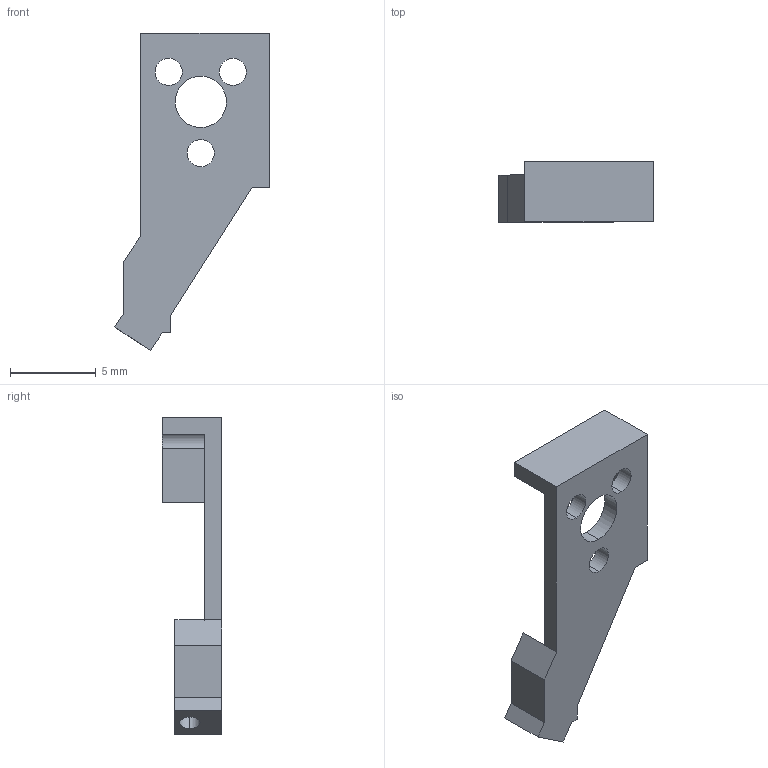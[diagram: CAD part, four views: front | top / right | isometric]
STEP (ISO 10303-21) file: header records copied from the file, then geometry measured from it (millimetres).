
FILE_DESCRIPTION (( 'STEP AP214' ), '1' );
FILE_NAME ('2CS_MS_Baseplatev3.STEP', '2021-06-21T20:41:37', ( '' ), ( '' ), 'SwSTEP 2.0', 'SolidWorks 2019', '' );
FILE_SCHEMA (( 'AUTOMOTIVE_DESIGN' ));
Length unit declared in the file: millimetre
Products named in the file (1): 2CS_MS_Baseplatev3
Bounding box: 9.02 x 3.5 x 18.54 mm (x, y, z)
Volume: 134.1 mm3; surface area: 357.9 mm2
Topology: 1 solids, 1 shells, 33 faces, 95 edges, 63 vertices
Faces by surface type: plane 21, cylinder 12
Entity records: 1137 total; most frequent: CARTESIAN_POINT 204, ORIENTED_EDGE 190, DIRECTION 181, EDGE_CURVE 95, LINE 69, VECTOR 69, VERTEX_POINT 63, AXIS2_PLACEMENT_3D 56
